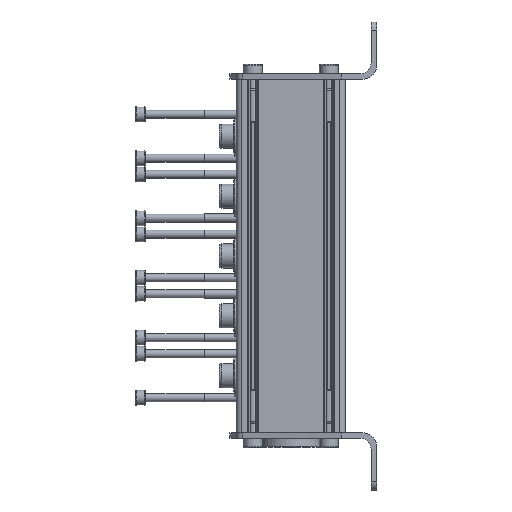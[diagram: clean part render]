
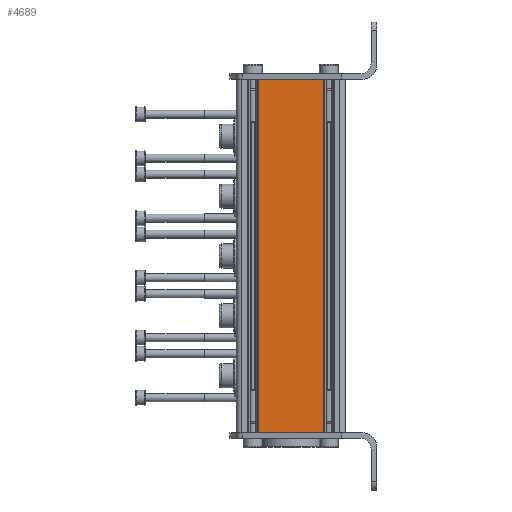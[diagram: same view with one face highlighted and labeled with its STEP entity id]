
A CAD part, left-side view. The second image highlights one B-rep face of the part: STEP entity #4689.
In plain terms, the highlighted planar face has unit normal (-1, 0, 0).
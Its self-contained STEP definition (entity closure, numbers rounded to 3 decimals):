
#324=LINE('',#7660,#644);
#325=LINE('',#7662,#645);
#326=LINE('',#7664,#646);
#327=LINE('',#7666,#647);
#644=VECTOR('',#6034,1000.);
#645=VECTOR('',#6037,1000.);
#646=VECTOR('',#6038,1000.);
#647=VECTOR('',#6039,1000.);
#868=PLANE('',#5143);
#1539=ORIENTED_EDGE('',*,*,#2734,.F.);
#1540=ORIENTED_EDGE('',*,*,#2733,.F.);
#1541=ORIENTED_EDGE('',*,*,#2735,.T.);
#1542=ORIENTED_EDGE('',*,*,#2736,.T.);
#2733=EDGE_CURVE('',#3298,#3297,#324,.T.);
#2734=EDGE_CURVE('',#3297,#3299,#325,.T.);
#2735=EDGE_CURVE('',#3298,#3300,#326,.T.);
#2736=EDGE_CURVE('',#3300,#3299,#327,.T.);
#3297=VERTEX_POINT('',#7657);
#3298=VERTEX_POINT('',#7659);
#3299=VERTEX_POINT('',#7663);
#3300=VERTEX_POINT('',#7665);
#3721=EDGE_LOOP('',(#1539,#1540,#1541,#1542));
#4151=FACE_BOUND('',#3721,.T.);
#4689=ADVANCED_FACE('',(#4151),#868,.T.);
#5143=AXIS2_PLACEMENT_3D('',#7661,#6035,#6036);
#6034=DIRECTION('',(0.,0.,1.));
#6035=DIRECTION('',(-1.,0.,0.));
#6036=DIRECTION('',(0.,0.,1.));
#6037=DIRECTION('',(0.,-1.,0.));
#6038=DIRECTION('',(0.,-1.,0.));
#6039=DIRECTION('',(0.,0.,1.));
#7657=CARTESIAN_POINT('',(-11.5,11.979,0.));
#7659=CARTESIAN_POINT('',(-11.5,11.979,-130.));
#7660=CARTESIAN_POINT('',(-11.5,11.979,-130.));
#7661=CARTESIAN_POINT('',(-11.5,11.979,-130.));
#7662=CARTESIAN_POINT('',(-11.5,11.979,0.));
#7663=CARTESIAN_POINT('',(-11.5,-11.979,0.));
#7664=CARTESIAN_POINT('',(-11.5,11.979,-130.));
#7665=CARTESIAN_POINT('',(-11.5,-11.979,-130.));
#7666=CARTESIAN_POINT('',(-11.5,-11.979,-130.));
